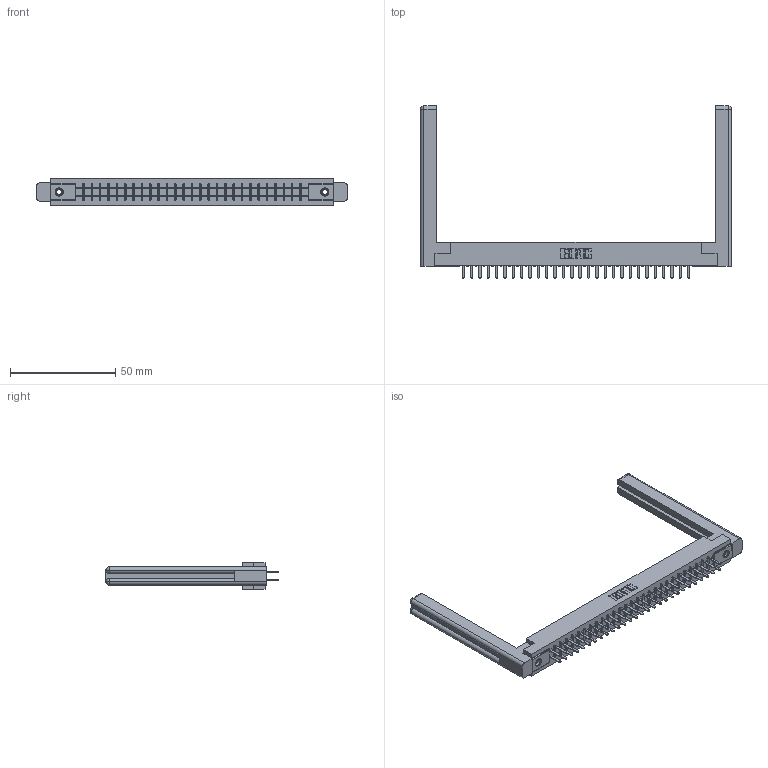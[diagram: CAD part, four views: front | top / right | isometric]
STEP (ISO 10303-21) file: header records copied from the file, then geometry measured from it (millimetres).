
FILE_DESCRIPTION (( 'STEP AP203' ), '1' );
FILE_NAME ('355-056-520-558.STEP', '2019-09-11T17:40:26', ( '' ), ( '' ), 'SwSTEP 2.0', 'SolidWorks 2016', '' );
FILE_SCHEMA (( 'CONFIG_CONTROL_DESIGN' ));
Length unit declared in the file: inch
Products named in the file (5): 305-290-001_520; 307-220-058; 345-250-001_345-250-001-102; 355-056-520-558; 305 Part_.156 Dia
Assembly tree (61 placements, depth 2):
  355-056-520-558
    305 Part_.156 Dia
    305-290-001_520  x56
    345-250-001_345-250-001-102  x2
    307-220-058  x2
Bounding box: 147.57 x 81.74 x 12.7 mm (x, y, z)
Volume: 22075.2 mm3; surface area: 24183 mm2
Topology: 61 solids, 61 shells, 2834 faces, 8034 edges, 5192 vertices
Faces by surface type: plane 1664, cylinder 1034, sphere 112, cone 12, torus 12
Entity records: 34534 total; most frequent: CARTESIAN_POINT 5729, ORIENTED_EDGE 5626, DIRECTION 5515, EDGE_CURVE 2813, VECTOR 2251, LINE 2251, VERTEX_POINT 1792, AXIS2_PLACEMENT_3D 1632
